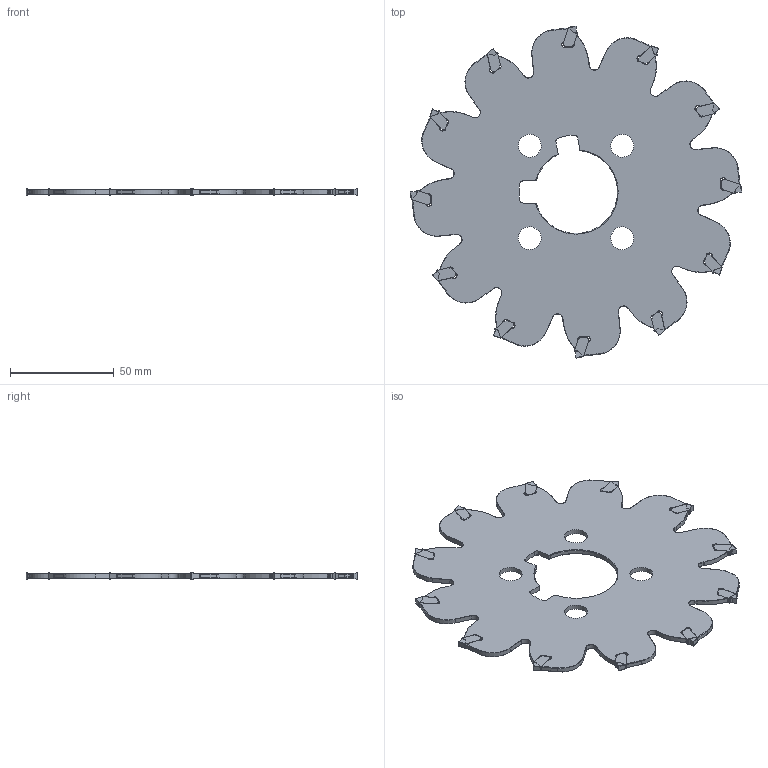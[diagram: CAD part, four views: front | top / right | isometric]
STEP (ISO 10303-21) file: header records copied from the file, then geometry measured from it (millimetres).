
FILE_DESCRIPTION(/* description */ (''),/* implementation_level */ '2;1');
FILE_NAME(/* name */ 'toolassembly_1.stp',/* time_stamp */ '2018-10-19T13:19:15+02:00',/* author */ (''),/* organization */ ('SMS'),/* preprocessor_version */ 'ST-DEVELOPER v15',/* originating_system */ 'SIEMENS PLM Software NX 8.5',/* authorisation */ '');
FILE_SCHEMA (('AUTOMOTIVE_DESIGN { 1 0 10303 214 3 1 1 1 }'));
Length unit declared in the file: millimetre
Products named in the file (4): ASSEMBLY_CONSTRUCTION; CUT_20181019131841; NOCUT_20181019131833; TOOLASSEMBLY_1
Assembly tree (14 placements, depth 2):
  TOOLASSEMBLY_1
    NOCUT_20181019131833
    CUT_20181019131841  x12
    ASSEMBLY_CONSTRUCTION
Bounding box: 160 x 160 x 2.99 mm (x, y, z)
Volume: 36219.4 mm3; surface area: 33752.6 mm2
Topology: 13 solids, 13 shells, 930 faces, 2560 edges, 1695 vertices
Faces by surface type: plane 390, cylinder 364, cone 128, bspline 48
Full cylindrical faces by diameter (mm): 11.021 x4
Entity records: 14304 total; most frequent: CARTESIAN_POINT 2968, DIRECTION 2387, ORIENTED_EDGE 2330, EDGE_CURVE 1165, AXIS2_PLACEMENT_3D 885, VERTEX_POINT 738, LINE 617, VECTOR 617
